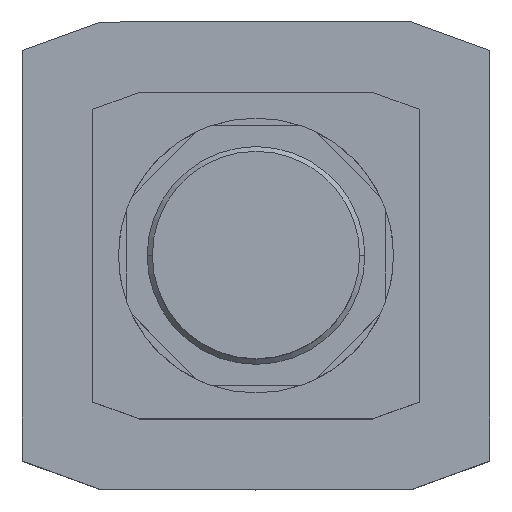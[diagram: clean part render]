
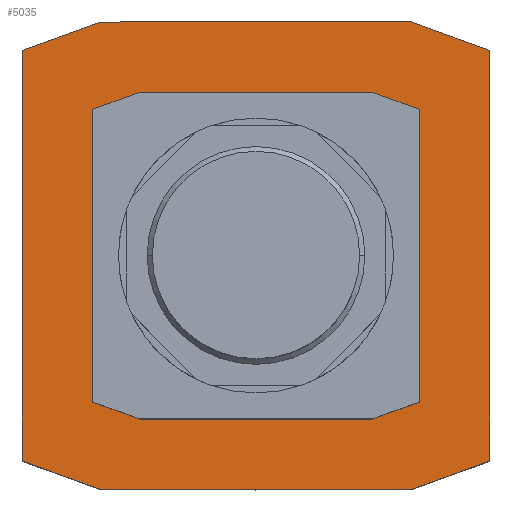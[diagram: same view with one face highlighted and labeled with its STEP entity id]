
A CAD part, top view. The second image highlights one B-rep face of the part: STEP entity #5035.
In plain terms, the highlighted planar face has unit normal (0, 0, 1).
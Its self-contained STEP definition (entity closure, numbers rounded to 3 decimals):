
#2419=CARTESIAN_POINT('',(22.5,31.5,87.0));
#2420=VERTEX_POINT('',#2419);
#2427=CARTESIAN_POINT('',(-22.5,31.5,87.0));
#2428=VERTEX_POINT('',#2427);
#2429=CARTESIAN_POINT('',(-22.5,31.5,87.0));
#2430=DIRECTION('',(1.0,0.0,0.0));
#2431=VECTOR('',#2430,45.0);
#2432=LINE('',#2429,#2431);
#2433=EDGE_CURVE('',#2428,#2420,#2432,.T.);
#2457=CARTESIAN_POINT('',(31.5,28.224,87.0));
#2458=VERTEX_POINT('',#2457);
#2465=CARTESIAN_POINT('',(22.5,31.5,87.0));
#2466=DIRECTION('',(0.94,-0.342,0.0));
#2467=VECTOR('',#2466,9.578);
#2468=LINE('',#2465,#2467);
#2469=EDGE_CURVE('',#2420,#2458,#2468,.T.);
#2488=CARTESIAN_POINT('',(31.5,-28.224,87.0));
#2489=VERTEX_POINT('',#2488);
#2496=CARTESIAN_POINT('',(31.5,28.224,87.0));
#2497=DIRECTION('',(0.0,-1.0,0.0));
#2498=VECTOR('',#2497,56.449);
#2499=LINE('',#2496,#2498);
#2500=EDGE_CURVE('',#2458,#2489,#2499,.T.);
#2519=CARTESIAN_POINT('',(22.5,-31.5,87.0));
#2520=VERTEX_POINT('',#2519);
#2527=CARTESIAN_POINT('',(31.5,-28.224,87.0));
#2528=DIRECTION('',(-0.94,-0.342,0.0));
#2529=VECTOR('',#2528,9.578);
#2530=LINE('',#2527,#2529);
#2531=EDGE_CURVE('',#2489,#2520,#2530,.T.);
#2550=CARTESIAN_POINT('',(-22.5,-31.5,87.0));
#2551=VERTEX_POINT('',#2550);
#2558=CARTESIAN_POINT('',(22.5,-31.5,87.0));
#2559=DIRECTION('',(-1.0,0.0,0.0));
#2560=VECTOR('',#2559,45.0);
#2561=LINE('',#2558,#2560);
#2562=EDGE_CURVE('',#2520,#2551,#2561,.T.);
#2581=CARTESIAN_POINT('',(-31.5,-28.224,87.0));
#2582=VERTEX_POINT('',#2581);
#2589=CARTESIAN_POINT('',(-22.5,-31.5,87.0));
#2590=DIRECTION('',(-0.94,0.342,0.0));
#2591=VECTOR('',#2590,9.578);
#2592=LINE('',#2589,#2591);
#2593=EDGE_CURVE('',#2551,#2582,#2592,.T.);
#2612=CARTESIAN_POINT('',(-31.5,28.224,87.0));
#2613=VERTEX_POINT('',#2612);
#2620=CARTESIAN_POINT('',(-31.5,-28.224,87.0));
#2621=DIRECTION('',(0.0,1.0,0.0));
#2622=VECTOR('',#2621,56.449);
#2623=LINE('',#2620,#2622);
#2624=EDGE_CURVE('',#2582,#2613,#2623,.T.);
#2642=CARTESIAN_POINT('',(-31.5,28.224,87.0));
#2643=DIRECTION('',(0.94,0.342,0.0));
#2644=VECTOR('',#2643,9.578);
#2645=LINE('',#2642,#2644);
#2646=EDGE_CURVE('',#2613,#2428,#2645,.T.);
#4823=CARTESIAN_POINT('',(-45.1,-39.61,87.0));
#4824=VERTEX_POINT('',#4823);
#4825=CARTESIAN_POINT('',(-45.1,39.61,87.0));
#4826=VERTEX_POINT('',#4825);
#4827=CARTESIAN_POINT('',(-45.1,-39.61,87.0));
#4828=DIRECTION('',(0.0,1.0,0.0));
#4829=VECTOR('',#4828,79.221);
#4830=LINE('',#4827,#4829);
#4831=EDGE_CURVE('',#4824,#4826,#4830,.T.);
#4854=CARTESIAN_POINT('',(-30.018,45.1,87.0));
#4855=VERTEX_POINT('',#4854);
#4856=CARTESIAN_POINT('',(-45.1,39.61,87.0));
#4857=DIRECTION('',(0.94,0.342,0.0));
#4858=VECTOR('',#4857,16.05);
#4859=LINE('',#4856,#4858);
#4860=EDGE_CURVE('',#4826,#4855,#4859,.T.);
#4878=CARTESIAN_POINT('',(30.018,45.1,87.0));
#4879=VERTEX_POINT('',#4878);
#4880=CARTESIAN_POINT('',(-30.018,45.1,87.0));
#4881=DIRECTION('',(1.0,0.0,0.0));
#4882=VECTOR('',#4881,60.035);
#4883=LINE('',#4880,#4882);
#4884=EDGE_CURVE('',#4855,#4879,#4883,.T.);
#4902=CARTESIAN_POINT('',(45.1,39.61,87.0));
#4903=VERTEX_POINT('',#4902);
#4904=CARTESIAN_POINT('',(30.018,45.1,87.0));
#4905=DIRECTION('',(0.94,-0.342,0.0));
#4906=VECTOR('',#4905,16.05);
#4907=LINE('',#4904,#4906);
#4908=EDGE_CURVE('',#4879,#4903,#4907,.T.);
#4926=CARTESIAN_POINT('',(45.1,-39.61,87.0));
#4927=VERTEX_POINT('',#4926);
#4928=CARTESIAN_POINT('',(45.1,39.61,87.0));
#4929=DIRECTION('',(0.0,-1.0,0.0));
#4930=VECTOR('',#4929,79.221);
#4931=LINE('',#4928,#4930);
#4932=EDGE_CURVE('',#4903,#4927,#4931,.T.);
#4950=CARTESIAN_POINT('',(30.018,-45.1,87.0));
#4951=VERTEX_POINT('',#4950);
#4952=CARTESIAN_POINT('',(45.1,-39.61,87.0));
#4953=DIRECTION('',(-0.94,-0.342,0.0));
#4954=VECTOR('',#4953,16.05);
#4955=LINE('',#4952,#4954);
#4956=EDGE_CURVE('',#4927,#4951,#4955,.T.);
#4974=CARTESIAN_POINT('',(-30.018,-45.1,87.0));
#4975=VERTEX_POINT('',#4974);
#4976=CARTESIAN_POINT('',(30.018,-45.1,87.0));
#4977=DIRECTION('',(-1.0,0.0,0.0));
#4978=VECTOR('',#4977,60.035);
#4979=LINE('',#4976,#4978);
#4980=EDGE_CURVE('',#4951,#4975,#4979,.T.);
#4998=CARTESIAN_POINT('',(-30.018,-45.1,87.0));
#4999=DIRECTION('',(-0.94,0.342,0.0));
#5000=VECTOR('',#4999,16.05);
#5001=LINE('',#4998,#5000);
#5002=EDGE_CURVE('',#4975,#4824,#5001,.T.);
#5010=CARTESIAN_POINT('',(0.,0.,87.0));
#5011=DIRECTION('',(0.0,0.0,1.0));
#5012=DIRECTION('',(1.0,0.0,0.0));
#5013=AXIS2_PLACEMENT_3D('',#5010,#5011,#5012);
#5014=PLANE('',#5013);
#5015=ORIENTED_EDGE('',*,*,#4831,.F.);
#5016=ORIENTED_EDGE('',*,*,#5002,.F.);
#5017=ORIENTED_EDGE('',*,*,#4980,.F.);
#5018=ORIENTED_EDGE('',*,*,#4956,.F.);
#5019=ORIENTED_EDGE('',*,*,#4932,.F.);
#5020=ORIENTED_EDGE('',*,*,#4908,.F.);
#5021=ORIENTED_EDGE('',*,*,#4884,.F.);
#5022=ORIENTED_EDGE('',*,*,#4860,.F.);
#5023=EDGE_LOOP('',(#5015,#5016,#5017,#5018,#5019,#5020,#5021,#5022));
#5024=FACE_OUTER_BOUND('',#5023,.T.);
#5025=ORIENTED_EDGE('',*,*,#2433,.T.);
#5026=ORIENTED_EDGE('',*,*,#2469,.T.);
#5027=ORIENTED_EDGE('',*,*,#2500,.T.);
#5028=ORIENTED_EDGE('',*,*,#2531,.T.);
#5029=ORIENTED_EDGE('',*,*,#2562,.T.);
#5030=ORIENTED_EDGE('',*,*,#2593,.T.);
#5031=ORIENTED_EDGE('',*,*,#2624,.T.);
#5032=ORIENTED_EDGE('',*,*,#2646,.T.);
#5033=EDGE_LOOP('',(#5025,#5026,#5027,#5028,#5029,#5030,#5031,#5032));
#5034=FACE_BOUND('',#5033,.T.);
#5035=ADVANCED_FACE('',(#5024,#5034),#5014,.T.);
